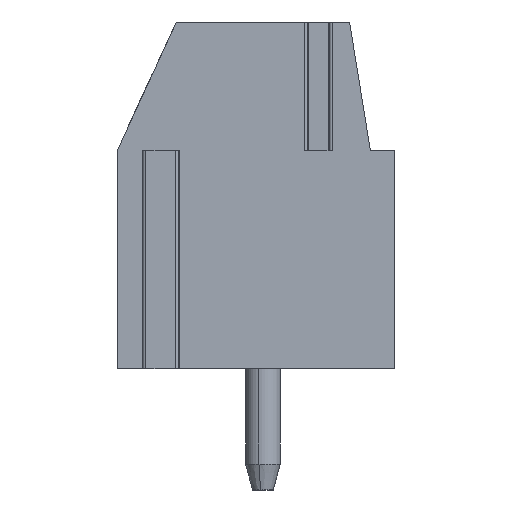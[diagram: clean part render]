
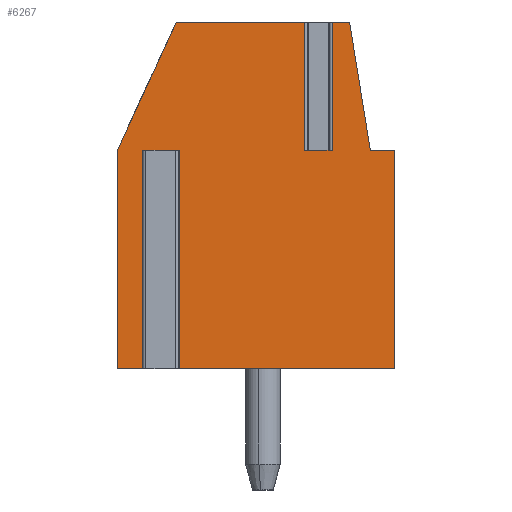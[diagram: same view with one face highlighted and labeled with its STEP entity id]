
A CAD part, left-side view. The second image highlights one B-rep face of the part: STEP entity #6267.
In plain terms, the highlighted planar face has unit normal (-1, 0, 0).
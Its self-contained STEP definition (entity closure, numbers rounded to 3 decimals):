
#6229=AXIS2_PLACEMENT_3D('Plane Axis2P3D',#6226,#6227,#6228) ;
#226=CARTESIAN_POINT('Line Origine',(0.5,1.,11.65)) ;
#230=CARTESIAN_POINT('Vertex',(0.5,1.3,13.5)) ;
#232=CARTESIAN_POINT('Vertex',(0.5,0.7,9.8)) ;
#266=CARTESIAN_POINT('Line Origine',(0.5,0.35,9.8)) ;
#270=CARTESIAN_POINT('Vertex',(0.5,0.,9.8)) ;
#297=CARTESIAN_POINT('Line Origine',(0.5,7.15,11.65)) ;
#301=CARTESIAN_POINT('Vertex',(0.5,6.3,13.5)) ;
#303=CARTESIAN_POINT('Vertex',(0.5,8.,9.8)) ;
#1309=CARTESIAN_POINT('Line Origine',(0.5,0.,6.65)) ;
#1313=CARTESIAN_POINT('Vertex',(0.5,0.,3.5)) ;
#1981=CARTESIAN_POINT('Line Origine',(0.5,8.,6.65)) ;
#1985=CARTESIAN_POINT('Vertex',(0.5,8.,3.5)) ;
#2406=CARTESIAN_POINT('Line Origine',(0.5,4.447,13.5)) ;
#2410=CARTESIAN_POINT('Vertex',(0.5,2.594,13.5)) ;
#2459=CARTESIAN_POINT('Vertex',(0.5,1.806,13.5)) ;
#2462=CARTESIAN_POINT('Line Origine',(0.5,1.553,13.5)) ;
#2984=CARTESIAN_POINT('Line Origine',(0.5,3.218,3.5)) ;
#2988=CARTESIAN_POINT('Vertex',(0.5,6.435,3.5)) ;
#3023=CARTESIAN_POINT('Vertex',(0.5,7.065,3.5)) ;
#3026=CARTESIAN_POINT('Line Origine',(0.5,7.533,3.5)) ;
#5864=CARTESIAN_POINT('Vertex',(0.5,6.435,9.8)) ;
#5874=CARTESIAN_POINT('Line Origine',(0.5,6.435,6.65)) ;
#5886=CARTESIAN_POINT('Line Origine',(0.5,6.75,9.8)) ;
#5890=CARTESIAN_POINT('Vertex',(0.5,7.065,9.8)) ;
#5984=CARTESIAN_POINT('Line Origine',(0.5,7.065,6.65)) ;
#6226=CARTESIAN_POINT('Axis2P3D Location',(0.5,6.241,14.3)) ;
#6231=CARTESIAN_POINT('Line Origine',(0.5,1.806,11.65)) ;
#6235=CARTESIAN_POINT('Vertex',(0.5,1.806,9.8)) ;
#6238=CARTESIAN_POINT('Line Origine',(0.5,2.2,9.8)) ;
#6242=CARTESIAN_POINT('Vertex',(0.5,2.594,9.8)) ;
#6245=CARTESIAN_POINT('Line Origine',(0.5,2.594,11.65)) ;
#227=DIRECTION('Vector Direction',(0.,-0.16,-0.987)) ;
#267=DIRECTION('Vector Direction',(0.,-1.,0.)) ;
#298=DIRECTION('Vector Direction',(0.,0.418,-0.909)) ;
#1310=DIRECTION('Vector Direction',(0.,0.,-1.)) ;
#1982=DIRECTION('Vector Direction',(0.,0.,1.)) ;
#2407=DIRECTION('Vector Direction',(0.,-1.,0.)) ;
#2463=DIRECTION('Vector Direction',(0.,-1.,0.)) ;
#2985=DIRECTION('Vector Direction',(0.,1.,0.)) ;
#3027=DIRECTION('Vector Direction',(0.,1.,0.)) ;
#5875=DIRECTION('Vector Direction',(0.,0.,1.)) ;
#5887=DIRECTION('Vector Direction',(0.,1.,0.)) ;
#5985=DIRECTION('Vector Direction',(0.,0.,1.)) ;
#6227=DIRECTION('Axis2P3D Direction',(1.,0.,0.)) ;
#6228=DIRECTION('Axis2P3D XDirection',(0.,0.,1.)) ;
#6232=DIRECTION('Vector Direction',(0.,0.,1.)) ;
#6239=DIRECTION('Vector Direction',(0.,1.,0.)) ;
#6246=DIRECTION('Vector Direction',(0.,0.,1.)) ;
#228=VECTOR('Line Direction',#227,1.) ;
#268=VECTOR('Line Direction',#267,1.) ;
#299=VECTOR('Line Direction',#298,1.) ;
#1311=VECTOR('Line Direction',#1310,1.) ;
#1983=VECTOR('Line Direction',#1982,1.) ;
#2408=VECTOR('Line Direction',#2407,1.) ;
#2464=VECTOR('Line Direction',#2463,1.) ;
#2986=VECTOR('Line Direction',#2985,1.) ;
#3028=VECTOR('Line Direction',#3027,1.) ;
#5876=VECTOR('Line Direction',#5875,1.) ;
#5888=VECTOR('Line Direction',#5887,1.) ;
#5986=VECTOR('Line Direction',#5985,1.) ;
#6233=VECTOR('Line Direction',#6232,1.) ;
#6240=VECTOR('Line Direction',#6239,1.) ;
#6247=VECTOR('Line Direction',#6246,1.) ;
#6251=ORIENTED_EDGE('',*,*,#6237,.F.) ;
#6252=ORIENTED_EDGE('',*,*,#6244,.T.) ;
#6253=ORIENTED_EDGE('',*,*,#6249,.T.) ;
#6254=ORIENTED_EDGE('',*,*,#2412,.F.) ;
#6255=ORIENTED_EDGE('',*,*,#305,.T.) ;
#6256=ORIENTED_EDGE('',*,*,#1987,.F.) ;
#6257=ORIENTED_EDGE('',*,*,#3030,.F.) ;
#6258=ORIENTED_EDGE('',*,*,#5988,.T.) ;
#6259=ORIENTED_EDGE('',*,*,#5892,.T.) ;
#6260=ORIENTED_EDGE('',*,*,#5878,.F.) ;
#6261=ORIENTED_EDGE('',*,*,#2990,.F.) ;
#6262=ORIENTED_EDGE('',*,*,#1315,.F.) ;
#6263=ORIENTED_EDGE('',*,*,#272,.F.) ;
#6264=ORIENTED_EDGE('',*,*,#234,.F.) ;
#6265=ORIENTED_EDGE('',*,*,#2466,.F.) ;
#6267=ADVANCED_FACE('PartBody',(#6266),#6230,.F.) ;
#234=EDGE_CURVE('',#231,#233,#229,.T.) ;
#272=EDGE_CURVE('',#233,#271,#269,.T.) ;
#305=EDGE_CURVE('',#302,#304,#300,.T.) ;
#1315=EDGE_CURVE('',#271,#1314,#1312,.T.) ;
#1987=EDGE_CURVE('',#1986,#304,#1984,.T.) ;
#2412=EDGE_CURVE('',#302,#2411,#2409,.T.) ;
#2466=EDGE_CURVE('',#2460,#231,#2465,.T.) ;
#2990=EDGE_CURVE('',#1314,#2989,#2987,.T.) ;
#3030=EDGE_CURVE('',#3024,#1986,#3029,.T.) ;
#5878=EDGE_CURVE('',#2989,#5865,#5877,.T.) ;
#5892=EDGE_CURVE('',#5891,#5865,#5889,.F.) ;
#5988=EDGE_CURVE('',#3024,#5891,#5987,.T.) ;
#6237=EDGE_CURVE('',#6236,#2460,#6234,.T.) ;
#6244=EDGE_CURVE('',#6236,#6243,#6241,.T.) ;
#6249=EDGE_CURVE('',#6243,#2411,#6248,.T.) ;
#6250=EDGE_LOOP('',(#6251,#6252,#6253,#6254,#6255,#6256,#6257,#6258,#6259,#6260,#6261,#6262,#6263,#6264,#6265)) ;
#6266=FACE_OUTER_BOUND('',#6250,.T.) ;
#229=LINE('Line',#226,#228) ;
#269=LINE('Line',#266,#268) ;
#300=LINE('Line',#297,#299) ;
#1312=LINE('Line',#1309,#1311) ;
#1984=LINE('Line',#1981,#1983) ;
#2409=LINE('Line',#2406,#2408) ;
#2465=LINE('Line',#2462,#2464) ;
#2987=LINE('Line',#2984,#2986) ;
#3029=LINE('Line',#3026,#3028) ;
#5877=LINE('Line',#5874,#5876) ;
#5889=LINE('Line',#5886,#5888) ;
#5987=LINE('Line',#5984,#5986) ;
#6234=LINE('Line',#6231,#6233) ;
#6241=LINE('Line',#6238,#6240) ;
#6248=LINE('Line',#6245,#6247) ;
#6230=PLANE('',#6229) ;
#231=VERTEX_POINT('',#230) ;
#233=VERTEX_POINT('',#232) ;
#271=VERTEX_POINT('',#270) ;
#302=VERTEX_POINT('',#301) ;
#304=VERTEX_POINT('',#303) ;
#1314=VERTEX_POINT('',#1313) ;
#1986=VERTEX_POINT('',#1985) ;
#2411=VERTEX_POINT('',#2410) ;
#2460=VERTEX_POINT('',#2459) ;
#2989=VERTEX_POINT('',#2988) ;
#3024=VERTEX_POINT('',#3023) ;
#5865=VERTEX_POINT('',#5864) ;
#5891=VERTEX_POINT('',#5890) ;
#6236=VERTEX_POINT('',#6235) ;
#6243=VERTEX_POINT('',#6242) ;
